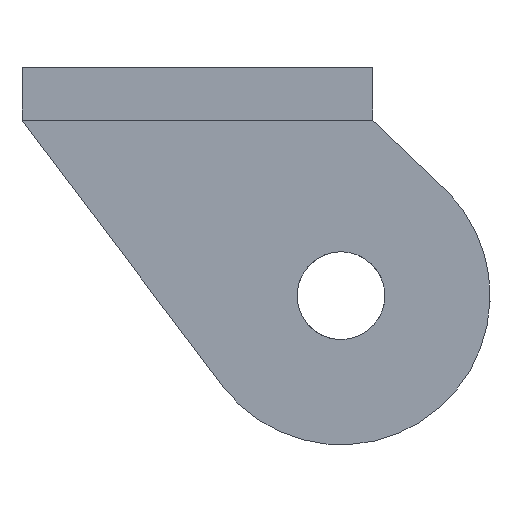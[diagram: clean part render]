
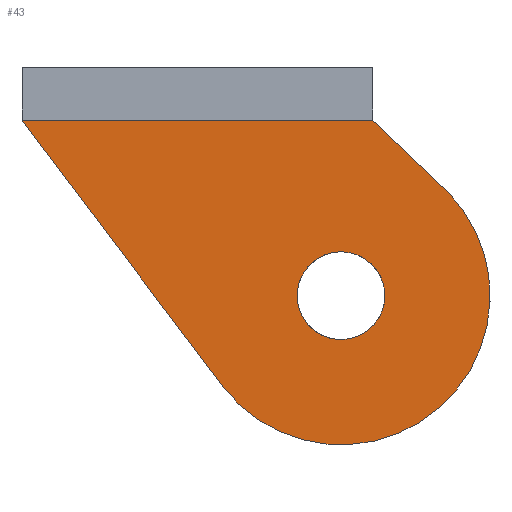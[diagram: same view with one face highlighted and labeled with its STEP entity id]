
A CAD part, left-side view. The second image highlights one B-rep face of the part: STEP entity #43.
In plain terms, the highlighted planar face has unit normal (-1, 0, 0).
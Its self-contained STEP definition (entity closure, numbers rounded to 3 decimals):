
#21=FACE_BOUND($,#119,.T.);
#43=ADVANCED_FACE($,(#77,#21),#431,.T.);
#77=FACE_OUTER_BOUND($,#118,.T.);
#118=EDGE_LOOP($,(#232,#233));
#119=EDGE_LOOP($,(#234,#235));
#232=ORIENTED_EDGE($,*,*,#338,.F.);
#233=ORIENTED_EDGE($,*,*,#318,.F.);
#234=ORIENTED_EDGE($,*,*,#363,.F.);
#235=ORIENTED_EDGE($,*,*,#335,.F.);
#318=EDGE_CURVE($,#390,#391,#470,.T.);
#335=EDGE_CURVE($,#397,#413,#509,.T.);
#338=EDGE_CURVE($,#391,#390,#511,.T.);
#363=EDGE_CURVE($,#413,#397,#525,.T.);
#390=VERTEX_POINT($,#1192);
#391=VERTEX_POINT($,#1193);
#397=VERTEX_POINT($,#1199);
#413=VERTEX_POINT($,#1215);
#431=PLANE($,#631);
#470=B_SPLINE_CURVE_WITH_KNOTS($,1,(#732,#733),.UNSPECIFIED.,.F.,.F.,(2,
2),(-53.897,-33.897),.UNSPECIFIED.);
#509=(
BOUNDED_CURVE()
B_SPLINE_CURVE(2,(#793,#794,#795,#796,#797),.UNSPECIFIED.,.F.,.F.)
B_SPLINE_CURVE_WITH_KNOTS((3,2,3),(-15.708,-11.781,-7.854),
.UNSPECIFIED.)
CURVE()
GEOMETRIC_REPRESENTATION_ITEM()
RATIONAL_B_SPLINE_CURVE((1.,0.707,1.,0.707,1.))
REPRESENTATION_ITEM($)
);
#511=(
BOUNDED_CURVE()
B_SPLINE_CURVE(2,(#805,#806,#807,#808,#809,#810,#811,#812,#813,#814,#815,
#816,#817),.UNSPECIFIED.,.F.,.F.)
B_SPLINE_CURVE_WITH_KNOTS((3,2,2,2,2,2,3),(20.,25.584,32.609,
39.635,46.66,53.686,72.624),.UNSPECIFIED.)
CURVE()
GEOMETRIC_REPRESENTATION_ITEM()
RATIONAL_B_SPLINE_CURVE((1.,1.,1.,0.916,1.,0.916,
1.,0.916,1.,0.916,1.,1.,1.))
REPRESENTATION_ITEM($)
);
#525=(
BOUNDED_CURVE()
B_SPLINE_CURVE(2,(#915,#916,#917,#918,#919),.UNSPECIFIED.,.F.,.F.)
B_SPLINE_CURVE_WITH_KNOTS((3,2,3),(-7.854,-3.927,0.),
.UNSPECIFIED.)
CURVE()
GEOMETRIC_REPRESENTATION_ITEM()
RATIONAL_B_SPLINE_CURVE((1.,0.707,1.,0.707,1.))
REPRESENTATION_ITEM($)
);
#631=AXIS2_PLACEMENT_3D($,#1033,#650,$);
#650=DIRECTION($,(-1.,0.,0.));
#732=CARTESIAN_POINT($,(6.165,77.117,-1.707));
#733=CARTESIAN_POINT($,(6.165,57.117,-1.707));
#793=CARTESIAN_POINT($,(6.165,61.43,-11.714));
#794=CARTESIAN_POINT($,(6.165,61.43,-14.214));
#795=CARTESIAN_POINT($,(6.165,58.93,-14.214));
#796=CARTESIAN_POINT($,(6.165,56.43,-14.214));
#797=CARTESIAN_POINT($,(6.165,56.43,-11.714));
#805=CARTESIAN_POINT($,(6.165,57.117,-1.707));
#806=CARTESIAN_POINT($,(6.165,55.094,-3.631));
#807=CARTESIAN_POINT($,(6.165,53.071,-5.556));
#808=CARTESIAN_POINT($,(6.165,50.371,-8.125));
#809=CARTESIAN_POINT($,(6.165,50.431,-11.851));
#810=CARTESIAN_POINT($,(6.165,50.491,-15.578));
#811=CARTESIAN_POINT($,(6.165,53.273,-18.059));
#812=CARTESIAN_POINT($,(6.165,56.055,-20.539));
#813=CARTESIAN_POINT($,(6.165,59.765,-20.173));
#814=CARTESIAN_POINT($,(6.165,63.474,-19.807));
#815=CARTESIAN_POINT($,(6.165,65.717,-16.831));
#816=CARTESIAN_POINT($,(6.165,71.417,-9.269));
#817=CARTESIAN_POINT($,(6.165,77.117,-1.707));
#915=CARTESIAN_POINT($,(6.165,56.43,-11.714));
#916=CARTESIAN_POINT($,(6.165,56.43,-9.214));
#917=CARTESIAN_POINT($,(6.165,58.93,-9.214));
#918=CARTESIAN_POINT($,(6.165,61.43,-9.214));
#919=CARTESIAN_POINT($,(6.165,61.43,-11.714));
#1033=CARTESIAN_POINT($,(6.165,50.371,-20.399));
#1192=CARTESIAN_POINT($,(6.165,77.117,-1.707));
#1193=CARTESIAN_POINT($,(6.165,57.117,-1.707));
#1199=CARTESIAN_POINT($,(6.165,61.43,-11.714));
#1215=CARTESIAN_POINT($,(6.165,56.43,-11.714));
